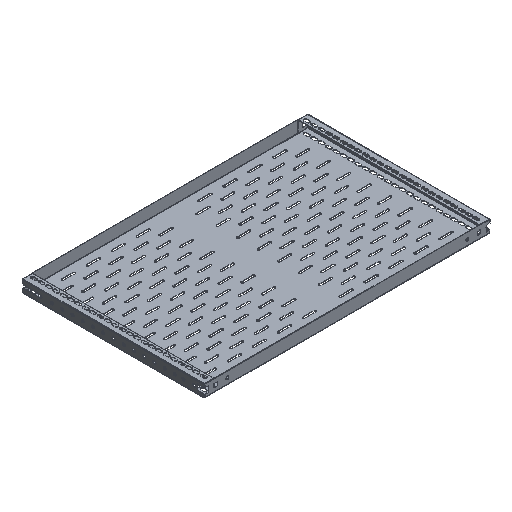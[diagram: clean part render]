
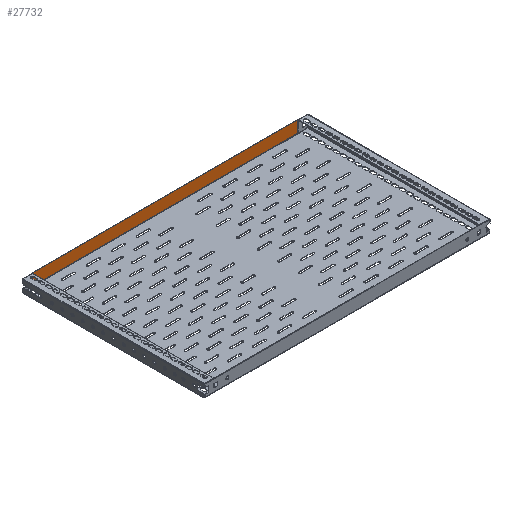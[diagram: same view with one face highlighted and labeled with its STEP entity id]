
A CAD part, isometric view. The second image highlights one B-rep face of the part: STEP entity #27732.
In plain terms, the highlighted planar face has unit normal (0, -1, 0).
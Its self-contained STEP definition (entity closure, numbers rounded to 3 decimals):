
#9609 = VERTEX_POINT ( 'NONE', #30971 ) ;
#9618 = VERTEX_POINT ( 'NONE', #30980 ) ;
#9627 = VERTEX_POINT ( 'NONE', #30989 ) ;
#9630 = VERTEX_POINT ( 'NONE', #30992 ) ;
#10653 = ORIENTED_EDGE ( 'NONE', *, *, #27922, .F. ) ;
#10655 = ORIENTED_EDGE ( 'NONE', *, *, #27605, .F. ) ;
#10657 = ORIENTED_EDGE ( 'NONE', *, *, #27610, .F. ) ;
#10659 = ORIENTED_EDGE ( 'NONE', *, *, #27606, .F. ) ;
#17516 = VECTOR ( 'NONE', #43793, 1000. ) ;
#17550 = VECTOR ( 'NONE', #44818, 1000. ) ;
#17895 = AXIS2_PLACEMENT_3D ( 'NONE', #44254, #44255, #44256 ) ;
#17981 = VECTOR ( 'NONE', #43803, 1000. ) ;
#18198 = VECTOR ( 'NONE', #43789, 1000. ) ;
#23283 = EDGE_LOOP ( 'NONE', ( #10653, #10655, #10657, #10659 ) ) ;
#27605 = EDGE_CURVE ( 'NONE', #9630, #9618, #43782, .T. ) ;
#27606 = EDGE_CURVE ( 'NONE', #9609, #9627, #43790, .T. ) ;
#27610 = EDGE_CURVE ( 'NONE', #9627, #9630, #43801, .T. ) ;
#27732 = ADVANCED_FACE ( 'NONE', ( #44249 ), #44253, .T. ) ;
#27922 = EDGE_CURVE ( 'NONE', #9618, #9609, #44811, .T. ) ;
#30971 = CARTESIAN_POINT ( 'NONE',  ( -324., 221.75, 0.1 ) ) ;
#30980 = CARTESIAN_POINT ( 'NONE',  ( 324., 221.75, 0.1 ) ) ;
#30989 = CARTESIAN_POINT ( 'NONE',  ( -324., 221.75, 28.5 ) ) ;
#30992 = CARTESIAN_POINT ( 'NONE',  ( 324., 221.75, 28.5 ) ) ;
#43782 = LINE ( 'NONE', #43788, #18198 ) ;
#43788 = CARTESIAN_POINT ( 'NONE',  ( 324., 221.75, 28.5 ) ) ;
#43789 = DIRECTION ( 'NONE',  ( 0., 0., -1. ) ) ;
#43790 = LINE ( 'NONE', #43792, #17516 ) ;
#43792 = CARTESIAN_POINT ( 'NONE',  ( -324., 221.75, 28.5 ) ) ;
#43793 = DIRECTION ( 'NONE',  ( 0., 0., 1. ) ) ;
#43801 = LINE ( 'NONE', #43802, #17981 ) ;
#43802 = CARTESIAN_POINT ( 'NONE',  ( 324., 221.75, 28.5 ) ) ;
#43803 = DIRECTION ( 'NONE',  ( 1., 0., 0. ) ) ;
#44249 = FACE_OUTER_BOUND ( 'NONE', #23283, .T. ) ;
#44253 = PLANE ( 'NONE',  #17895 ) ;
#44254 = CARTESIAN_POINT ( 'NONE',  ( -324., 221.75, 28.5 ) ) ;
#44255 = DIRECTION ( 'NONE',  ( 0., -1., 0. ) ) ;
#44256 = DIRECTION ( 'NONE',  ( 0., 0., -1. ) ) ;
#44811 = LINE ( 'NONE', #44817, #17550 ) ;
#44817 = CARTESIAN_POINT ( 'NONE',  ( 324., 221.75, 0.1 ) ) ;
#44818 = DIRECTION ( 'NONE',  ( -1., 0., 0. ) ) ;
